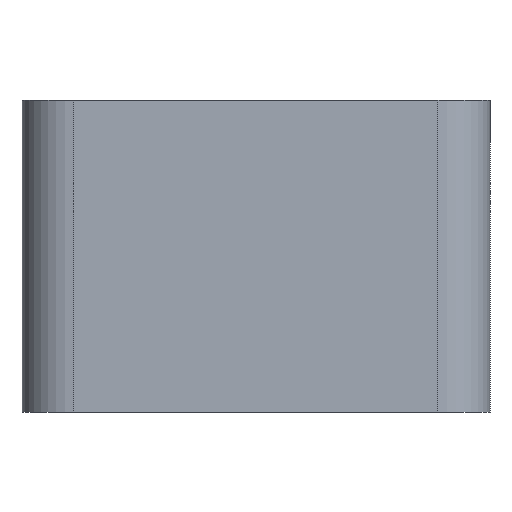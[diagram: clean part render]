
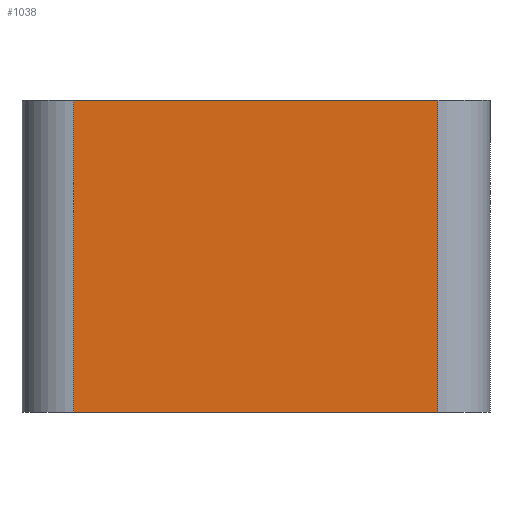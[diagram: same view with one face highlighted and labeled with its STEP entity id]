
A CAD part, front view. The second image highlights one B-rep face of the part: STEP entity #1038.
In plain terms, the highlighted planar face has unit normal (0, -1, 0).
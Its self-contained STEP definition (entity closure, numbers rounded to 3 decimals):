
#42 = ORIENTED_EDGE ( 'NONE', *, *, #297, .F. ) ;
#43 = CARTESIAN_POINT ( 'NONE',  ( 40., 0., 0. ) ) ;
#141 = DIRECTION ( 'NONE',  ( 0., 1., 0. ) ) ;
#145 = CARTESIAN_POINT ( 'NONE',  ( 40., 0., 30. ) ) ;
#161 = CARTESIAN_POINT ( 'NONE',  ( 5., 0., 30. ) ) ;
#198 = EDGE_CURVE ( 'NONE', #820, #643, #1095, .T. ) ;
#288 = VECTOR ( 'NONE', #438, 1000. ) ;
#297 = EDGE_CURVE ( 'NONE', #886, #643, #350, .T. ) ;
#318 = CARTESIAN_POINT ( 'NONE',  ( 0., 0., 30. ) ) ;
#331 = PLANE ( 'NONE',  #510 ) ;
#350 = LINE ( 'NONE', #782, #288 ) ;
#352 = CARTESIAN_POINT ( 'NONE',  ( 5., 0., 0. ) ) ;
#369 = EDGE_CURVE ( 'NONE', #886, #1124, #946, .T. ) ;
#418 = VECTOR ( 'NONE', #736, 1000. ) ;
#438 = DIRECTION ( 'NONE',  ( 1., 0., 0. ) ) ;
#510 = AXIS2_PLACEMENT_3D ( 'NONE', #318, #141, #687 ) ;
#537 = VECTOR ( 'NONE', #1008, 1000. ) ;
#557 = CARTESIAN_POINT ( 'NONE',  ( 5., 0., 30. ) ) ;
#593 = ORIENTED_EDGE ( 'NONE', *, *, #369, .T. ) ;
#611 = ORIENTED_EDGE ( 'NONE', *, *, #779, .T. ) ;
#612 = DIRECTION ( 'NONE',  ( 0., 0., -1. ) ) ;
#619 = VECTOR ( 'NONE', #612, 1000. ) ;
#643 = VERTEX_POINT ( 'NONE', #145 ) ;
#644 = LINE ( 'NONE', #1076, #418 ) ;
#653 = CARTESIAN_POINT ( 'NONE',  ( 40., 0., 30. ) ) ;
#687 = DIRECTION ( 'NONE',  ( 0., 0., 1. ) ) ;
#736 = DIRECTION ( 'NONE',  ( 1., 0., 0. ) ) ;
#755 = FACE_OUTER_BOUND ( 'NONE', #940, .T. ) ;
#779 = EDGE_CURVE ( 'NONE', #1124, #820, #644, .T. ) ;
#782 = CARTESIAN_POINT ( 'NONE',  ( 0., 0., 30. ) ) ;
#820 = VERTEX_POINT ( 'NONE', #43 ) ;
#886 = VERTEX_POINT ( 'NONE', #557 ) ;
#940 = EDGE_LOOP ( 'NONE', ( #42, #593, #611, #1085 ) ) ;
#946 = LINE ( 'NONE', #161, #619 ) ;
#1008 = DIRECTION ( 'NONE',  ( 0., 0., 1. ) ) ;
#1038 = ADVANCED_FACE ( 'NONE', ( #755 ), #331, .F. ) ;
#1076 = CARTESIAN_POINT ( 'NONE',  ( 0., 0., 0. ) ) ;
#1085 = ORIENTED_EDGE ( 'NONE', *, *, #198, .T. ) ;
#1095 = LINE ( 'NONE', #653, #537 ) ;
#1124 = VERTEX_POINT ( 'NONE', #352 ) ;
